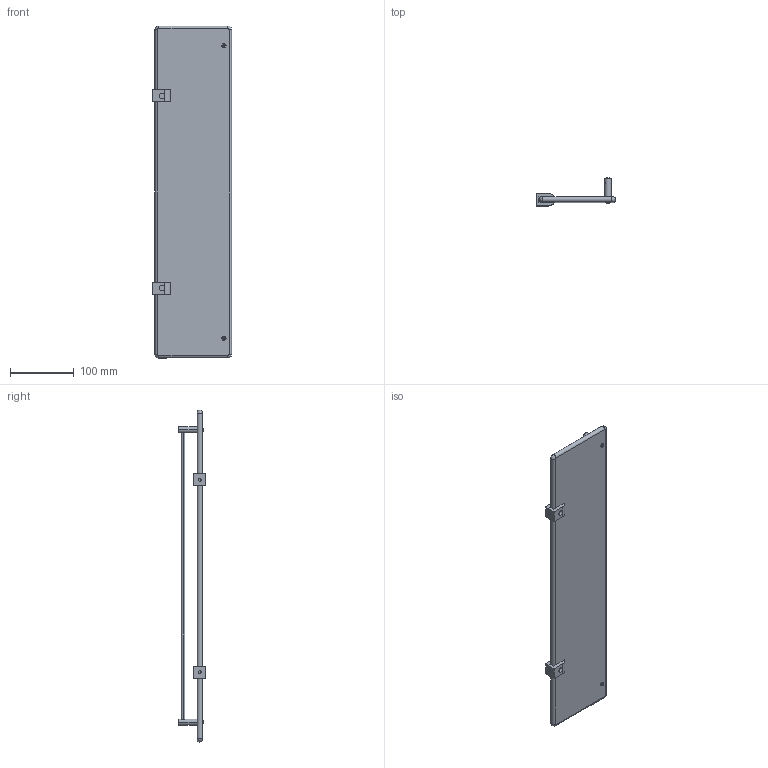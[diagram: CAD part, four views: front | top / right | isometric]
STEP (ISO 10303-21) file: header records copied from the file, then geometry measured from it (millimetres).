
FILE_DESCRIPTION (( 'STEP AP203' ), '1' );
FILE_NAME ('66653,0.STEP', '2020-09-01T08:27:57', ( '' ), ( '' ), 'SwSTEP 2.0', 'SolidWorks 2020', '' );
FILE_SCHEMA (( 'CONFIG_CONTROL_DESIGN' ));
Length unit declared in the file: millimetre
Products named in the file (6): 11¬»Î-¦Ê-ú+ž; -趉-=姇溷映4X16; 50¬»Î--ð; 66653,0; 8023ｬ･Lｪ=ﾌ(-ﾛ=ﾊ); 11ｬｻﾎ-ｦﾊｬ･Lｪ
Assembly tree (8 placements, depth 2):
  66653,0
    11¬»Î-¦Ê-ú+ž
    11ｬｻﾎ-ｦﾊｬ･Lｪ
    8023ｬ･Lｪ=ﾌ(-ﾛ=ﾊ)  x2
    -趉-=姇溷映4X16  x2
    50¬»Î--ð  x2
Bounding box: 124.07 x 43.29 x 520 mm (x, y, z)
Volume: 508944.9 mm3; surface area: 156362 mm2
Topology: 8 solids, 8 shells, 152 faces, 376 edges, 242 vertices
Faces by surface type: plane 64, cylinder 48, cone 24, bspline 16
Entity records: 5734 total; most frequent: CARTESIAN_POINT 3045, ORIENTED_EDGE 420, DIRECTION 408, EDGE_CURVE 210, AXIS2_PLACEMENT_3D 156, VERTEX_POINT 137, EDGE_LOOP 99, VECTOR 96
